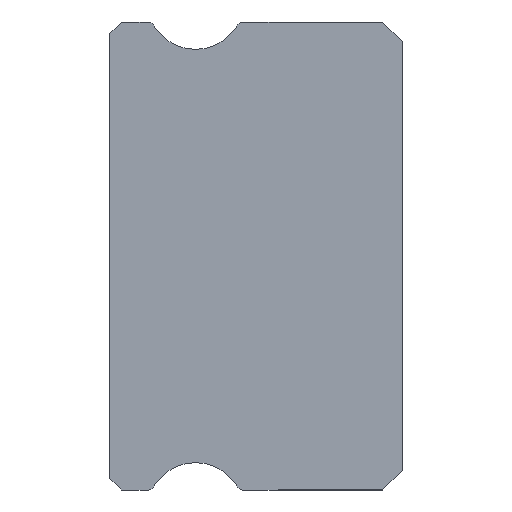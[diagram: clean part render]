
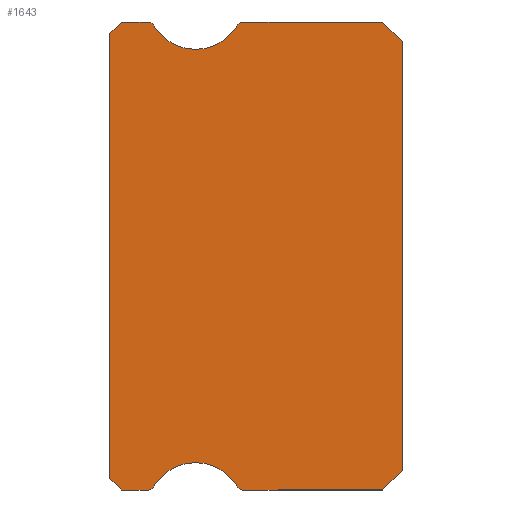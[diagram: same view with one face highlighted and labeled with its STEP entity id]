
A CAD part, left-side view. The second image highlights one B-rep face of the part: STEP entity #1643.
In plain terms, the highlighted planar face has unit normal (-1, 0, 0).
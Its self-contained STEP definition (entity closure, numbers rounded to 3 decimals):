
#3 = EDGE_CURVE ( 'NONE', #1436, #1992, #1541, .T. ) ;
#4 = VECTOR ( 'NONE', #2257, 1000. ) ;
#60 = DIRECTION ( 'NONE',  ( 0., 0., -1. ) ) ;
#98 = VECTOR ( 'NONE', #860, 1000. ) ;
#121 = VERTEX_POINT ( 'NONE', #343 ) ;
#125 = VERTEX_POINT ( 'NONE', #1820 ) ;
#129 = CARTESIAN_POINT ( 'NONE',  ( -12.5, 5.3, 6.55 ) ) ;
#140 = AXIS2_PLACEMENT_3D ( 'NONE', #129, #924, #2210 ) ;
#232 = EDGE_CURVE ( 'NONE', #121, #1020, #1097, .T. ) ;
#256 = DIRECTION ( 'NONE',  ( 0., 0., -1. ) ) ;
#286 = ORIENTED_EDGE ( 'NONE', *, *, #2061, .F. ) ;
#294 = CARTESIAN_POINT ( 'NONE',  ( -12.5, 5.3, 6.55 ) ) ;
#304 = CARTESIAN_POINT ( 'NONE',  ( -12.5, 6.512, -6. ) ) ;
#309 = VERTEX_POINT ( 'NONE', #1551 ) ;
#337 = DIRECTION ( 'NONE',  ( 0., 0., -1. ) ) ;
#343 = CARTESIAN_POINT ( 'NONE',  ( -12.5, 7.5, -5.7 ) ) ;
#366 = CARTESIAN_POINT ( 'NONE',  ( -12.5, 6.383, 5.925 ) ) ;
#375 = VERTEX_POINT ( 'NONE', #760 ) ;
#390 = CARTESIAN_POINT ( 'NONE',  ( -12.5, 6.512, 6. ) ) ;
#393 = ORIENTED_EDGE ( 'NONE', *, *, #2031, .T. ) ;
#397 = CARTESIAN_POINT ( 'NONE',  ( -12.5, 0.5, -6. ) ) ;
#401 = PLANE ( 'NONE',  #2480 ) ;
#404 = EDGE_CURVE ( 'NONE', #1436, #852, #2482, .T. ) ;
#410 = EDGE_CURVE ( 'NONE', #375, #448, #1201, .T. ) ;
#415 = DIRECTION ( 'NONE',  ( 0., -0.707, -0.707 ) ) ;
#426 = DIRECTION ( 'NONE',  ( 0., 0., 1. ) ) ;
#431 = CIRCLE ( 'NONE', #1420, 0.15 ) ;
#433 = LINE ( 'NONE', #390, #1891 ) ;
#448 = VERTEX_POINT ( 'NONE', #366 ) ;
#458 = ORIENTED_EDGE ( 'NONE', *, *, #1674, .F. ) ;
#483 = CARTESIAN_POINT ( 'NONE',  ( -12.5, 4.088, -6. ) ) ;
#485 = DIRECTION ( 'NONE',  ( 1., 0., 0. ) ) ;
#494 = LINE ( 'NONE', #1510, #1597 ) ;
#550 = CARTESIAN_POINT ( 'NONE',  ( -12.5, 6.383, -5.925 ) ) ;
#557 = DIRECTION ( 'NONE',  ( 0., 0., -1. ) ) ;
#584 = CARTESIAN_POINT ( 'NONE',  ( -12.5, 0., -5.5 ) ) ;
#596 = EDGE_CURVE ( 'NONE', #1992, #2492, #1924, .T. ) ;
#613 = CIRCLE ( 'NONE', #140, 1.25 ) ;
#633 = DIRECTION ( 'NONE',  ( 1., 0., 0. ) ) ;
#648 = EDGE_CURVE ( 'NONE', #1487, #2539, #2054, .T. ) ;
#661 = DIRECTION ( 'NONE',  ( 1., 0., 0. ) ) ;
#670 = AXIS2_PLACEMENT_3D ( 'NONE', #2823, #661, #2545 ) ;
#673 = ORIENTED_EDGE ( 'NONE', *, *, #3, .F. ) ;
#703 = CARTESIAN_POINT ( 'NONE',  ( -12.5, 7.2, -6. ) ) ;
#722 = CARTESIAN_POINT ( 'NONE',  ( -12.5, 0., -5.5 ) ) ;
#759 = CARTESIAN_POINT ( 'NONE',  ( -12.5, 5.3, -6.55 ) ) ;
#760 = CARTESIAN_POINT ( 'NONE',  ( -12.5, 6.512, 6. ) ) ;
#789 = DIRECTION ( 'NONE',  ( 0., -1., 0. ) ) ;
#829 = FACE_OUTER_BOUND ( 'NONE', #1686, .T. ) ;
#839 = ORIENTED_EDGE ( 'NONE', *, *, #648, .F. ) ;
#852 = VERTEX_POINT ( 'NONE', #1554 ) ;
#860 = DIRECTION ( 'NONE',  ( 0., 1., 0. ) ) ;
#863 = EDGE_CURVE ( 'NONE', #121, #2009, #1741, .T. ) ;
#913 = ORIENTED_EDGE ( 'NONE', *, *, #2158, .F. ) ;
#914 = CARTESIAN_POINT ( 'NONE',  ( -12.5, 4.088, -5.85 ) ) ;
#924 = DIRECTION ( 'NONE',  ( -1., 0., 0. ) ) ;
#980 = CIRCLE ( 'NONE', #2619, 1.25 ) ;
#995 = DIRECTION ( 'NONE',  ( 1., 0., 0. ) ) ;
#1017 = VECTOR ( 'NONE', #415, 1000. ) ;
#1020 = VERTEX_POINT ( 'NONE', #1137 ) ;
#1097 = LINE ( 'NONE', #1275, #1596 ) ;
#1110 = CIRCLE ( 'NONE', #2387, 1.25 ) ;
#1137 = CARTESIAN_POINT ( 'NONE',  ( -12.5, 7.5, 5.7 ) ) ;
#1180 = CARTESIAN_POINT ( 'NONE',  ( -12.5, 4.217, -5.925 ) ) ;
#1201 = CIRCLE ( 'NONE', #1464, 0.15 ) ;
#1213 = EDGE_CURVE ( 'NONE', #1944, #125, #613, .T. ) ;
#1255 = DIRECTION ( 'NONE',  ( 0., -1., 0. ) ) ;
#1275 = CARTESIAN_POINT ( 'NONE',  ( -12.5, 7.5, 5.85 ) ) ;
#1291 = EDGE_CURVE ( 'NONE', #2775, #1020, #1319, .T. ) ;
#1319 = LINE ( 'NONE', #2422, #2145 ) ;
#1326 = CARTESIAN_POINT ( 'NONE',  ( -12.5, 4.088, 5.85 ) ) ;
#1420 = AXIS2_PLACEMENT_3D ( 'NONE', #1326, #485, #60 ) ;
#1436 = VERTEX_POINT ( 'NONE', #584 ) ;
#1463 = CIRCLE ( 'NONE', #2337, 0.15 ) ;
#1464 = AXIS2_PLACEMENT_3D ( 'NONE', #2716, #995, #337 ) ;
#1487 = VERTEX_POINT ( 'NONE', #550 ) ;
#1492 = CARTESIAN_POINT ( 'NONE',  ( -12.5, 7.2, -6. ) ) ;
#1510 = CARTESIAN_POINT ( 'NONE',  ( -12.5, 0.5, 6. ) ) ;
#1521 = VERTEX_POINT ( 'NONE', #2310 ) ;
#1541 = LINE ( 'NONE', #722, #1966 ) ;
#1551 = CARTESIAN_POINT ( 'NONE',  ( -12.5, 0.5, 6. ) ) ;
#1554 = CARTESIAN_POINT ( 'NONE',  ( -12.5, 0., 5.5 ) ) ;
#1596 = VECTOR ( 'NONE', #426, 1000. ) ;
#1597 = VECTOR ( 'NONE', #2182, 1000. ) ;
#1643 = ADVANCED_FACE ( 'NONE', ( #829 ), #401, .F. ) ;
#1655 = ORIENTED_EDGE ( 'NONE', *, *, #1291, .T. ) ;
#1674 = EDGE_CURVE ( 'NONE', #1521, #309, #433, .T. ) ;
#1686 = EDGE_LOOP ( 'NONE', ( #1655, #2741, #2015, #2410, #839, #1954, #1904, #2458, #673, #1879, #286, #458, #913, #2386, #2740, #2322, #393 ) ) ;
#1725 = VERTEX_POINT ( 'NONE', #1180 ) ;
#1730 = EDGE_CURVE ( 'NONE', #2009, #2539, #1854, .T. ) ;
#1741 = LINE ( 'NONE', #703, #1017 ) ;
#1796 = DIRECTION ( 'NONE',  ( 0., 0.707, -0.707 ) ) ;
#1820 = CARTESIAN_POINT ( 'NONE',  ( -12.5, 4.217, 5.925 ) ) ;
#1854 = LINE ( 'NONE', #304, #2581 ) ;
#1879 = ORIENTED_EDGE ( 'NONE', *, *, #404, .T. ) ;
#1891 = VECTOR ( 'NONE', #1255, 1000. ) ;
#1904 = ORIENTED_EDGE ( 'NONE', *, *, #2069, .F. ) ;
#1924 = LINE ( 'NONE', #2811, #98 ) ;
#1944 = VERTEX_POINT ( 'NONE', #2115 ) ;
#1950 = CARTESIAN_POINT ( 'NONE',  ( -12.5, 7.2, 6. ) ) ;
#1954 = ORIENTED_EDGE ( 'NONE', *, *, #2173, .F. ) ;
#1966 = VECTOR ( 'NONE', #1796, 1000. ) ;
#1992 = VERTEX_POINT ( 'NONE', #397 ) ;
#2009 = VERTEX_POINT ( 'NONE', #1492 ) ;
#2010 = LINE ( 'NONE', #1950, #2052 ) ;
#2015 = ORIENTED_EDGE ( 'NONE', *, *, #863, .T. ) ;
#2031 = EDGE_CURVE ( 'NONE', #375, #2775, #2010, .T. ) ;
#2052 = VECTOR ( 'NONE', #2836, 1000. ) ;
#2054 = CIRCLE ( 'NONE', #670, 0.15 ) ;
#2061 = EDGE_CURVE ( 'NONE', #309, #852, #494, .T. ) ;
#2065 = CARTESIAN_POINT ( 'NONE',  ( -12.5, 0., 5.5 ) ) ;
#2069 = EDGE_CURVE ( 'NONE', #2492, #1725, #1463, .T. ) ;
#2115 = CARTESIAN_POINT ( 'NONE',  ( -12.5, 5.3, 5.3 ) ) ;
#2120 = CARTESIAN_POINT ( 'NONE',  ( -12.5, 6.512, 5.85 ) ) ;
#2145 = VECTOR ( 'NONE', #2447, 1000. ) ;
#2153 = CARTESIAN_POINT ( 'NONE',  ( -12.5, 6.512, -6. ) ) ;
#2158 = EDGE_CURVE ( 'NONE', #125, #1521, #431, .T. ) ;
#2173 = EDGE_CURVE ( 'NONE', #1725, #1487, #1110, .T. ) ;
#2182 = DIRECTION ( 'NONE',  ( 0., -0.707, -0.707 ) ) ;
#2185 = CARTESIAN_POINT ( 'NONE',  ( -12.5, 7.2, 6. ) ) ;
#2210 = DIRECTION ( 'NONE',  ( 0., 0., -1. ) ) ;
#2257 = DIRECTION ( 'NONE',  ( 0., 0., 1. ) ) ;
#2270 = DIRECTION ( 'NONE',  ( -1., 0., 0. ) ) ;
#2280 = DIRECTION ( 'NONE',  ( -1., 0., 0. ) ) ;
#2310 = CARTESIAN_POINT ( 'NONE',  ( -12.5, 4.088, 6. ) ) ;
#2322 = ORIENTED_EDGE ( 'NONE', *, *, #410, .F. ) ;
#2337 = AXIS2_PLACEMENT_3D ( 'NONE', #914, #2393, #256 ) ;
#2386 = ORIENTED_EDGE ( 'NONE', *, *, #1213, .F. ) ;
#2387 = AXIS2_PLACEMENT_3D ( 'NONE', #759, #2270, #557 ) ;
#2393 = DIRECTION ( 'NONE',  ( 1., 0., 0. ) ) ;
#2410 = ORIENTED_EDGE ( 'NONE', *, *, #1730, .T. ) ;
#2422 = CARTESIAN_POINT ( 'NONE',  ( -12.5, 7.5, 5.7 ) ) ;
#2447 = DIRECTION ( 'NONE',  ( 0., 0.707, -0.707 ) ) ;
#2458 = ORIENTED_EDGE ( 'NONE', *, *, #596, .F. ) ;
#2480 = AXIS2_PLACEMENT_3D ( 'NONE', #2120, #633, #2759 ) ;
#2482 = LINE ( 'NONE', #2065, #4 ) ;
#2492 = VERTEX_POINT ( 'NONE', #483 ) ;
#2493 = DIRECTION ( 'NONE',  ( 0., 0., -1. ) ) ;
#2539 = VERTEX_POINT ( 'NONE', #2153 ) ;
#2545 = DIRECTION ( 'NONE',  ( 0., 0., -1. ) ) ;
#2581 = VECTOR ( 'NONE', #789, 1000. ) ;
#2619 = AXIS2_PLACEMENT_3D ( 'NONE', #294, #2280, #2493 ) ;
#2655 = EDGE_CURVE ( 'NONE', #448, #1944, #980, .T. ) ;
#2716 = CARTESIAN_POINT ( 'NONE',  ( -12.5, 6.512, 5.85 ) ) ;
#2740 = ORIENTED_EDGE ( 'NONE', *, *, #2655, .F. ) ;
#2741 = ORIENTED_EDGE ( 'NONE', *, *, #232, .F. ) ;
#2759 = DIRECTION ( 'NONE',  ( 0., 0., -1. ) ) ;
#2775 = VERTEX_POINT ( 'NONE', #2185 ) ;
#2811 = CARTESIAN_POINT ( 'NONE',  ( -12.5, 6.512, -6. ) ) ;
#2823 = CARTESIAN_POINT ( 'NONE',  ( -12.5, 6.512, -5.85 ) ) ;
#2836 = DIRECTION ( 'NONE',  ( 0., 1., 0. ) ) ;
